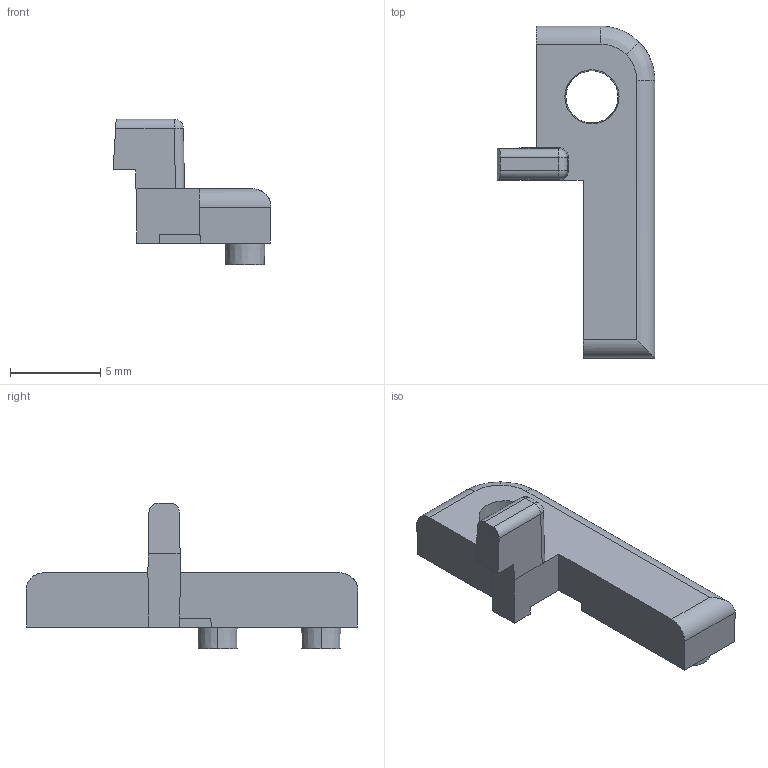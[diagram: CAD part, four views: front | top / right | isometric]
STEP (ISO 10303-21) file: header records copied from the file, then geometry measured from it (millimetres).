
FILE_DESCRIPTION (( 'STEP AP214' ), '1' );
FILE_NAME ('PD0093_LEFT- ISS - C.STEP', '2017-08-01T11:37:29', ( 'sicon' ), ( '' ), 'SwSTEP 2.0', 'SolidWorks 2017', '' );
FILE_SCHEMA (( 'AUTOMOTIVE_DESIGN' ));
Length unit declared in the file: millimetre
Products named in the file (1): PD0093_LEFT- ISS - C
Bounding box: 8.73 x 18.37 x 8.05 mm (x, y, z)
Volume: 285 mm3; surface area: 397.7 mm2
Topology: 1 solids, 1 shells, 43 faces, 106 edges, 67 vertices
Faces by surface type: plane 23, cylinder 10, cone 6, bspline 2, sphere 2
Entity records: 1318 total; most frequent: CARTESIAN_POINT 290, ORIENTED_EDGE 212, DIRECTION 199, EDGE_CURVE 106, LINE 71, VECTOR 71, VERTEX_POINT 67, AXIS2_PLACEMENT_3D 64
